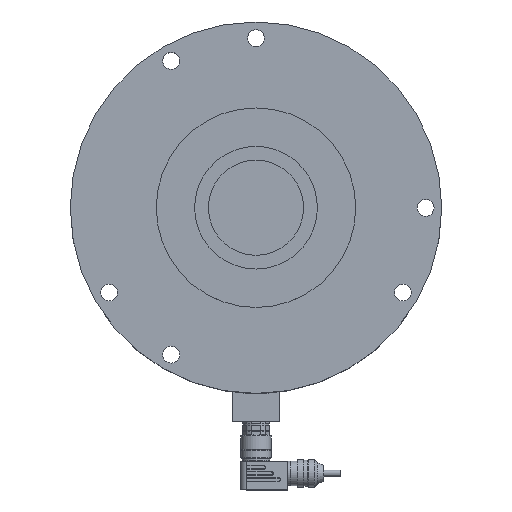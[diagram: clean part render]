
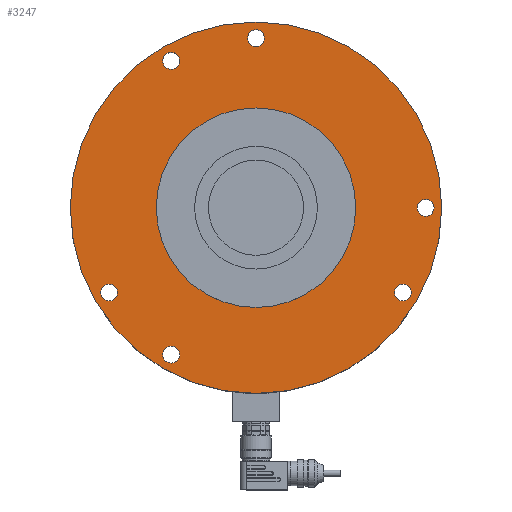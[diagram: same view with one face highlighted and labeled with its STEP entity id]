
A CAD part, top view. The second image highlights one B-rep face of the part: STEP entity #3247.
In plain terms, the highlighted planar face has unit normal (0, 0, 1).
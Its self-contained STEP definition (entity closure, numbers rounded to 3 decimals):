
#180 = CARTESIAN_POINT ( 'NONE',  ( 110.5, 0., 36. ) ) ;
#226 = CARTESIAN_POINT ( 'NONE',  ( -90.196, -55.25, 36. ) ) ;
#240 = EDGE_LOOP ( 'NONE', ( #5002 ) ) ;
#316 = VERTEX_POINT ( 'NONE', #3704 ) ;
#337 = ORIENTED_EDGE ( 'NONE', *, *, #700, .T. ) ;
#349 = AXIS2_PLACEMENT_3D ( 'NONE', #1248, #8175, #6151 ) ;
#353 = DIRECTION ( 'NONE',  ( 0., 0., -1. ) ) ;
#406 = CARTESIAN_POINT ( 'NONE',  ( -95.696, -55.25, 36. ) ) ;
#537 = VERTEX_POINT ( 'NONE', #7812 ) ;
#698 = DIRECTION ( 'NONE',  ( 1., 0., 0. ) ) ;
#700 = EDGE_CURVE ( 'NONE', #4785, #4785, #5973, .T. ) ;
#888 = FACE_BOUND ( 'NONE', #5306, .T. ) ;
#963 = DIRECTION ( 'NONE',  ( 1., 0., 0. ) ) ;
#1099 = DIRECTION ( 'NONE',  ( 0., 0., -1. ) ) ;
#1248 = CARTESIAN_POINT ( 'NONE',  ( 95.696, -55.25, 36. ) ) ;
#1334 = AXIS2_PLACEMENT_3D ( 'NONE', #6632, #5994, #2140 ) ;
#1483 = ORIENTED_EDGE ( 'NONE', *, *, #5031, .T. ) ;
#1528 = CARTESIAN_POINT ( 'NONE',  ( -49.75, 95.696, 36. ) ) ;
#1556 = VERTEX_POINT ( 'NONE', #6049 ) ;
#1623 = EDGE_LOOP ( 'NONE', ( #3355 ) ) ;
#1674 = EDGE_CURVE ( 'NONE', #1556, #1556, #3822, .T. ) ;
#2124 = DIRECTION ( 'NONE',  ( 0., 0., -1. ) ) ;
#2140 = DIRECTION ( 'NONE',  ( 1., 0., 0. ) ) ;
#2258 = FACE_BOUND ( 'NONE', #1623, .T. ) ;
#2273 = CIRCLE ( 'NONE', #5547, 5.5 ) ;
#2317 = DIRECTION ( 'NONE',  ( -1., 0., 0. ) ) ;
#2742 = ORIENTED_EDGE ( 'NONE', *, *, #6471, .T. ) ;
#2772 = FACE_BOUND ( 'NONE', #4232, .T. ) ;
#2896 = CARTESIAN_POINT ( 'NONE',  ( 5.5, 110.5, 36. ) ) ;
#3175 = CARTESIAN_POINT ( 'NONE',  ( 0., 0., 36. ) ) ;
#3243 = AXIS2_PLACEMENT_3D ( 'NONE', #3464, #2124, #4741 ) ;
#3247 = ADVANCED_FACE ( 'NONE', ( #2258, #5467, #4144, #888, #8173, #2772, #7486, #7996 ), #8089, .F. ) ;
#3289 = CARTESIAN_POINT ( 'NONE',  ( 116., 0., 36. ) ) ;
#3337 = ORIENTED_EDGE ( 'NONE', *, *, #6879, .F. ) ;
#3344 = EDGE_LOOP ( 'NONE', ( #2742 ) ) ;
#3355 = ORIENTED_EDGE ( 'NONE', *, *, #3731, .T. ) ;
#3464 = CARTESIAN_POINT ( 'NONE',  ( 0., -65., 36. ) ) ;
#3704 = CARTESIAN_POINT ( 'NONE',  ( -49.75, -95.696, 36. ) ) ;
#3731 = EDGE_CURVE ( 'NONE', #316, #316, #5386, .T. ) ;
#3822 = CIRCLE ( 'NONE', #7650, 121. ) ;
#3875 = CARTESIAN_POINT ( 'NONE',  ( -55.25, -95.696, 36. ) ) ;
#3893 = AXIS2_PLACEMENT_3D ( 'NONE', #3875, #5881, #6475 ) ;
#4036 = VERTEX_POINT ( 'NONE', #8070 ) ;
#4131 = EDGE_CURVE ( 'NONE', #5661, #5661, #4578, .T. ) ;
#4144 = FACE_BOUND ( 'NONE', #5172, .T. ) ;
#4232 = EDGE_LOOP ( 'NONE', ( #337 ) ) ;
#4266 = DIRECTION ( 'NONE',  ( 1., 0., 0. ) ) ;
#4414 = EDGE_LOOP ( 'NONE', ( #3337 ) ) ;
#4463 = CARTESIAN_POINT ( 'NONE',  ( 0., 110.5, 36. ) ) ;
#4578 = CIRCLE ( 'NONE', #5252, 5.5 ) ;
#4691 = EDGE_CURVE ( 'NONE', #537, #537, #7594, .T. ) ;
#4741 = DIRECTION ( 'NONE',  ( 1., 0., 0. ) ) ;
#4749 = ORIENTED_EDGE ( 'NONE', *, *, #4131, .T. ) ;
#4785 = VERTEX_POINT ( 'NONE', #1528 ) ;
#4896 = CARTESIAN_POINT ( 'NONE',  ( 0., 0., 36. ) ) ;
#5002 = ORIENTED_EDGE ( 'NONE', *, *, #1674, .T. ) ;
#5031 = EDGE_CURVE ( 'NONE', #8331, #8331, #6066, .T. ) ;
#5172 = EDGE_LOOP ( 'NONE', ( #1483 ) ) ;
#5252 = AXIS2_PLACEMENT_3D ( 'NONE', #4463, #6382, #698 ) ;
#5306 = EDGE_LOOP ( 'NONE', ( #6681 ) ) ;
#5386 = CIRCLE ( 'NONE', #3893, 5.5 ) ;
#5467 = FACE_BOUND ( 'NONE', #3344, .T. ) ;
#5522 = AXIS2_PLACEMENT_3D ( 'NONE', #180, #353, #963 ) ;
#5547 = AXIS2_PLACEMENT_3D ( 'NONE', #406, #1099, #4266 ) ;
#5661 = VERTEX_POINT ( 'NONE', #2896 ) ;
#5881 = DIRECTION ( 'NONE',  ( 0., 0., -1. ) ) ;
#5973 = CIRCLE ( 'NONE', #1334, 5.5 ) ;
#5994 = DIRECTION ( 'NONE',  ( 0., 0., -1. ) ) ;
#6022 = EDGE_LOOP ( 'NONE', ( #4749 ) ) ;
#6049 = CARTESIAN_POINT ( 'NONE',  ( -121., 0., 36. ) ) ;
#6066 = CIRCLE ( 'NONE', #5522, 5.5 ) ;
#6151 = DIRECTION ( 'NONE',  ( 1., 0., 0. ) ) ;
#6175 = CIRCLE ( 'NONE', #7826, 65. ) ;
#6329 = DIRECTION ( 'NONE',  ( 0., 0., 1. ) ) ;
#6368 = DIRECTION ( 'NONE',  ( 0., 0., 1. ) ) ;
#6382 = DIRECTION ( 'NONE',  ( 0., 0., -1. ) ) ;
#6423 = DIRECTION ( 'NONE',  ( -1., 0., 0. ) ) ;
#6471 = EDGE_CURVE ( 'NONE', #7293, #7293, #2273, .T. ) ;
#6475 = DIRECTION ( 'NONE',  ( 1., 0., 0. ) ) ;
#6632 = CARTESIAN_POINT ( 'NONE',  ( -55.25, 95.696, 36. ) ) ;
#6681 = ORIENTED_EDGE ( 'NONE', *, *, #4691, .T. ) ;
#6879 = EDGE_CURVE ( 'NONE', #4036, #4036, #6175, .T. ) ;
#7293 = VERTEX_POINT ( 'NONE', #226 ) ;
#7486 = FACE_BOUND ( 'NONE', #4414, .T. ) ;
#7594 = CIRCLE ( 'NONE', #349, 5.5 ) ;
#7650 = AXIS2_PLACEMENT_3D ( 'NONE', #3175, #6368, #2317 ) ;
#7812 = CARTESIAN_POINT ( 'NONE',  ( 101.196, -55.25, 36. ) ) ;
#7826 = AXIS2_PLACEMENT_3D ( 'NONE', #4896, #6329, #6423 ) ;
#7996 = FACE_OUTER_BOUND ( 'NONE', #240, .T. ) ;
#8070 = CARTESIAN_POINT ( 'NONE',  ( -65., 0., 36. ) ) ;
#8089 = PLANE ( 'NONE',  #3243 ) ;
#8173 = FACE_BOUND ( 'NONE', #6022, .T. ) ;
#8175 = DIRECTION ( 'NONE',  ( 0., 0., -1. ) ) ;
#8331 = VERTEX_POINT ( 'NONE', #3289 ) ;
